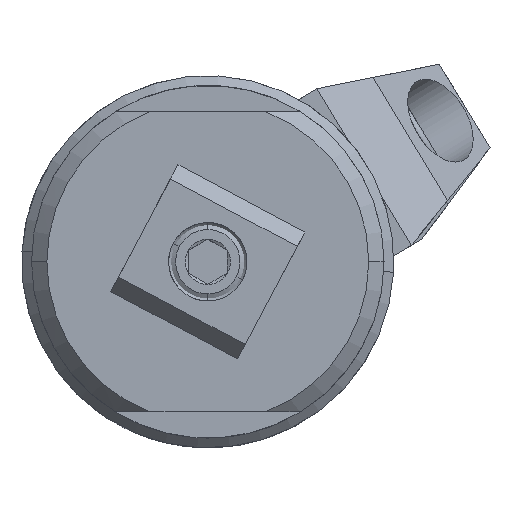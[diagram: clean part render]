
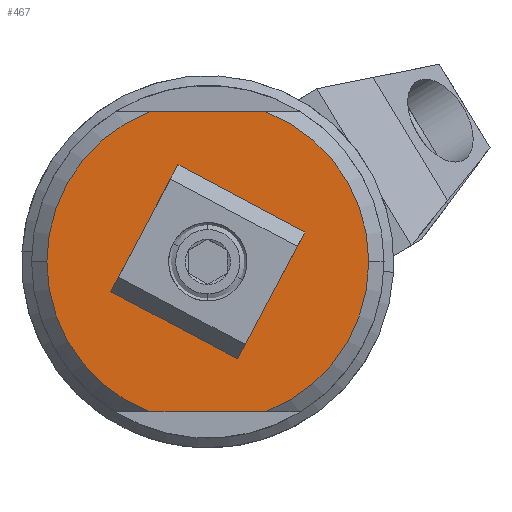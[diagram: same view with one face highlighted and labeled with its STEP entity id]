
A CAD part, front view. The second image highlights one B-rep face of the part: STEP entity #467.
In plain terms, the highlighted planar face has unit normal (0, -1, 0).
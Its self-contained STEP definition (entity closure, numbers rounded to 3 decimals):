
#467=ADVANCED_FACE('',(#1157,#1158),#1159,.F.);
#1157=FACE_OUTER_BOUND('',#2154,.T.);
#1158=FACE_BOUND('',#2155,.T.);
#1159=PLANE('',#2156);
#2154=EDGE_LOOP('',(#3244,#3245,#3246,#3247,#3248,#3249));
#2155=EDGE_LOOP('',(#3250,#3251));
#2156=AXIS2_PLACEMENT_3D('',#3252,#3253,#3254);
#3244=ORIENTED_EDGE('',*,*,#5677,.F.);
#3245=ORIENTED_EDGE('',*,*,#5759,.T.);
#3246=ORIENTED_EDGE('',*,*,#5693,.F.);
#3247=ORIENTED_EDGE('',*,*,#5751,.F.);
#3248=ORIENTED_EDGE('',*,*,#5765,.T.);
#3249=ORIENTED_EDGE('',*,*,#5771,.F.);
#3250=ORIENTED_EDGE('',*,*,#5689,.F.);
#3251=ORIENTED_EDGE('',*,*,#5754,.F.);
#3252=CARTESIAN_POINT('',(24.65,0.,0.0));
#3253=DIRECTION('',(0.0,1.0,0.0));
#3254=DIRECTION('',(1.0,0.0,-0.0));
#5677=EDGE_CURVE('',#6715,#6711,#6717,.T.);
#5689=EDGE_CURVE('',#6734,#6736,#6737,.T.);
#5693=EDGE_CURVE('',#6740,#6743,#6744,.T.);
#5751=EDGE_CURVE('',#6829,#6740,#6831,.T.);
#5754=EDGE_CURVE('',#6736,#6734,#6834,.T.);
#5759=EDGE_CURVE('',#6715,#6743,#6839,.T.);
#5765=EDGE_CURVE('',#6829,#6845,#6847,.T.);
#5771=EDGE_CURVE('',#6711,#6845,#6853,.T.);
#6711=VERTEX_POINT('',#8203);
#6715=VERTEX_POINT('',#8208);
#6717=CIRCLE('',#8211,24.65);
#6734=VERTEX_POINT('',#8240);
#6736=VERTEX_POINT('',#8243);
#6737=CIRCLE('',#8244,6.);
#6740=VERTEX_POINT('',#8248);
#6743=VERTEX_POINT('',#8252);
#6744=CIRCLE('',#8253,24.65);
#6829=VERTEX_POINT('',#8372);
#6831=CIRCLE('',#8375,24.65);
#6834=CIRCLE('',#8378,6.);
#6839=LINE('',#8383,#8384);
#6845=VERTEX_POINT('',#8400);
#6847=LINE('',#8403,#8404);
#6853=CIRCLE('',#8411,24.65);
#8203=CARTESIAN_POINT('',(24.65,0.0,0.));
#8208=CARTESIAN_POINT('',(8.867,0.,23.0));
#8211=AXIS2_PLACEMENT_3D('',#10728,#10729,#10730);
#8240=CARTESIAN_POINT('',(6.,0.,0.0));
#8243=CARTESIAN_POINT('',(-6.,0.,0.));
#8244=AXIS2_PLACEMENT_3D('',#10744,#10745,#10746);
#8248=CARTESIAN_POINT('',(-24.65,0.0,0.));
#8252=CARTESIAN_POINT('',(-8.867,0.,23.0));
#8253=AXIS2_PLACEMENT_3D('',#10749,#10750,#10751);
#8372=CARTESIAN_POINT('',(-8.867,0.,-23.0));
#8375=AXIS2_PLACEMENT_3D('',#10844,#10845,#10846);
#8378=AXIS2_PLACEMENT_3D('',#10850,#10851,#10852);
#8383=CARTESIAN_POINT('',(8.867,0.0,23.0));
#8384=VECTOR('',#10856,17.734);
#8400=CARTESIAN_POINT('',(8.867,0.,-23.0));
#8403=CARTESIAN_POINT('',(-8.867,0.0,-23.0));
#8404=VECTOR('',#10859,17.734);
#8411=AXIS2_PLACEMENT_3D('',#10864,#10865,#10866);
#10728=CARTESIAN_POINT('',(0.,0.,0.0));
#10729=DIRECTION('',(0.0,1.0,0.0));
#10730=DIRECTION('',(-1.0,0.0,0.0));
#10744=CARTESIAN_POINT('',(0.,0.,0.0));
#10745=DIRECTION('',(0.0,-1.0,0.0));
#10746=DIRECTION('',(1.0,0.0,0.0));
#10749=CARTESIAN_POINT('',(0.,0.,0.0));
#10750=DIRECTION('',(0.0,1.0,0.0));
#10751=DIRECTION('',(-1.0,0.0,0.0));
#10844=CARTESIAN_POINT('',(0.,0.,0.0));
#10845=DIRECTION('',(0.0,1.0,0.0));
#10846=DIRECTION('',(-1.0,0.0,0.0));
#10850=CARTESIAN_POINT('',(0.,0.,0.0));
#10851=DIRECTION('',(0.0,-1.0,0.0));
#10852=DIRECTION('',(1.0,0.0,0.0));
#10856=DIRECTION('',(-1.0,0.0,0.0));
#10859=DIRECTION('',(1.0,0.0,0.0));
#10864=CARTESIAN_POINT('',(0.,0.,0.0));
#10865=DIRECTION('',(0.0,1.0,0.0));
#10866=DIRECTION('',(-1.0,0.0,0.0));
